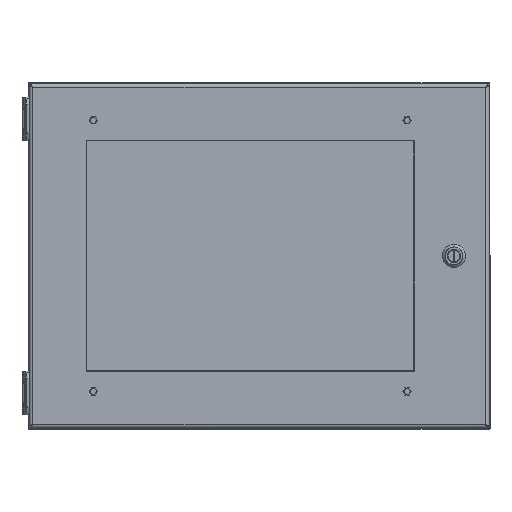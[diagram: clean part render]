
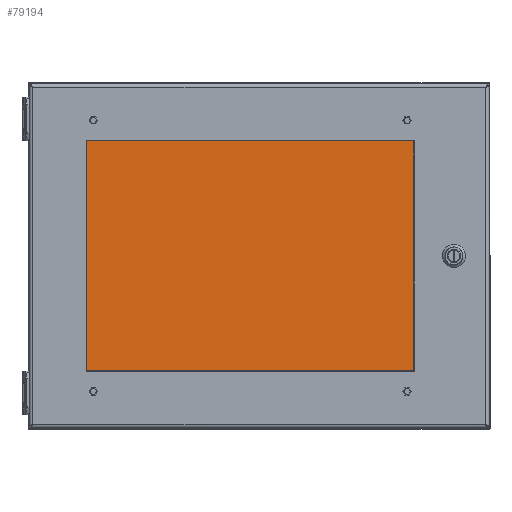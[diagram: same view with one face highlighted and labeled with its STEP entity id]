
A CAD part, top view. The second image highlights one B-rep face of the part: STEP entity #79194.
In plain terms, the highlighted planar face has unit normal (0, 0, 1).
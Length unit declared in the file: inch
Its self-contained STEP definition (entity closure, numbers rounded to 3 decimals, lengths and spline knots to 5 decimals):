
#5434 = ORIENTED_EDGE ( 'NONE', *, *, #58358, .T. ) ;
#9919 = CARTESIAN_POINT ( 'NONE',  ( 5.35878, -3.98437, 2.62023 ) ) ;
#10736 = ORIENTED_EDGE ( 'NONE', *, *, #61018, .T. ) ;
#11969 = VERTEX_POINT ( 'NONE', #50490 ) ;
#17086 = CARTESIAN_POINT ( 'NONE',  ( -5.98497, -3.98437, 2.62023 ) ) ;
#17430 = VERTEX_POINT ( 'NONE', #79758 ) ;
#23270 = LINE ( 'NONE', #73662, #26839 ) ;
#26839 = VECTOR ( 'NONE', #73258, 39.37008 ) ;
#27261 = LINE ( 'NONE', #9919, #46905 ) ;
#27421 = LINE ( 'NONE', #35290, #28775 ) ;
#27506 = AXIS2_PLACEMENT_3D ( 'NONE', #33813, #40039, #52411 ) ;
#27956 = EDGE_CURVE ( 'NONE', #11969, #17430, #23270, .T. ) ;
#28775 = VECTOR ( 'NONE', #79456, 39.37008 ) ;
#33813 = CARTESIAN_POINT ( 'NONE',  ( -0.3131, 0., 2.62023 ) ) ;
#34717 = DIRECTION ( 'NONE',  ( 1., 0., 0. ) ) ;
#35290 = CARTESIAN_POINT ( 'NONE',  ( 5.35878, 3.98438, 2.62023 ) ) ;
#37696 = ORIENTED_EDGE ( 'NONE', *, *, #79802, .T. ) ;
#40039 = DIRECTION ( 'NONE',  ( 0., 0., -1. ) ) ;
#46802 = LINE ( 'NONE', #17086, #56464 ) ;
#46905 = VECTOR ( 'NONE', #34717, 39.37008 ) ;
#50490 = CARTESIAN_POINT ( 'NONE',  ( 5.35878, 3.98438, 2.62023 ) ) ;
#50771 = FACE_OUTER_BOUND ( 'NONE', #75777, .T. ) ;
#52411 = DIRECTION ( 'NONE',  ( -1., 0., 0. ) ) ;
#55320 = CARTESIAN_POINT ( 'NONE',  ( 5.35878, -3.98437, 2.62023 ) ) ;
#56464 = VECTOR ( 'NONE', #60041, 39.37008 ) ;
#58060 = CARTESIAN_POINT ( 'NONE',  ( -5.98497, -3.98437, 2.62023 ) ) ;
#58358 = EDGE_CURVE ( 'NONE', #64768, #75830, #27261, .T. ) ;
#60041 = DIRECTION ( 'NONE',  ( 0., -1., 0. ) ) ;
#61018 = EDGE_CURVE ( 'NONE', #17430, #64768, #46802, .T. ) ;
#62828 = ORIENTED_EDGE ( 'NONE', *, *, #27956, .T. ) ;
#64768 = VERTEX_POINT ( 'NONE', #58060 ) ;
#73258 = DIRECTION ( 'NONE',  ( -1., 0., 0. ) ) ;
#73662 = CARTESIAN_POINT ( 'NONE',  ( -5.98497, 3.98438, 2.62023 ) ) ;
#75777 = EDGE_LOOP ( 'NONE', ( #62828, #10736, #5434, #37696 ) ) ;
#75830 = VERTEX_POINT ( 'NONE', #55320 ) ;
#75946 = PLANE ( 'NONE',  #27506 ) ;
#79194 = ADVANCED_FACE ( 'NONE', ( #50771 ), #75946, .F. ) ;
#79456 = DIRECTION ( 'NONE',  ( 0., 1., 0. ) ) ;
#79758 = CARTESIAN_POINT ( 'NONE',  ( -5.98497, 3.98438, 2.62023 ) ) ;
#79802 = EDGE_CURVE ( 'NONE', #75830, #11969, #27421, .T. ) ;
